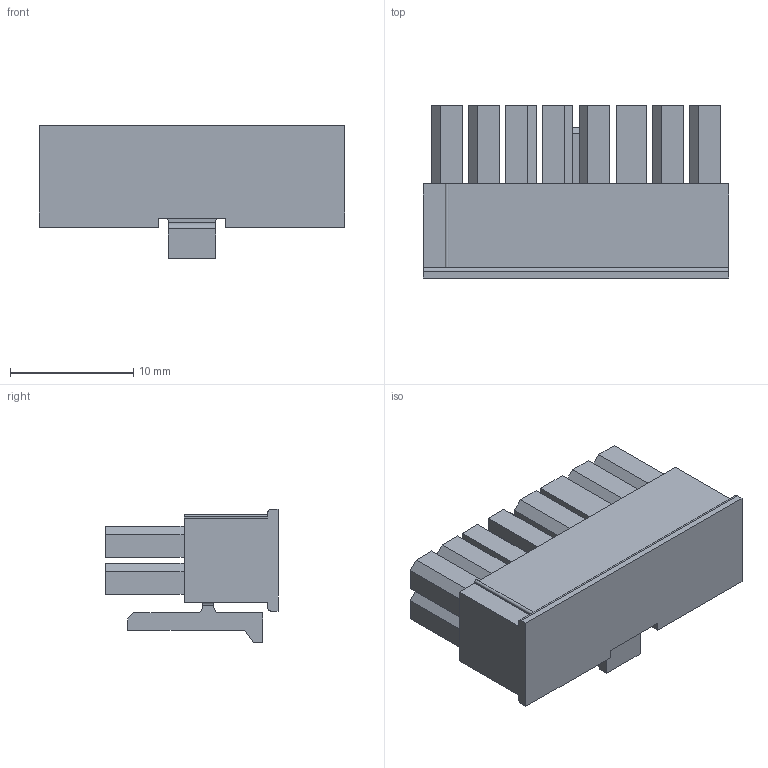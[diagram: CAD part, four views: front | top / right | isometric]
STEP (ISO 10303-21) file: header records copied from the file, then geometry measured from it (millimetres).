
FILE_DESCRIPTION(('STEP AP214'),'1');
FILE_NAME(' ',' ',('TraceParts'),('TraceParts S.A.'),'XStep 1.0',' ',' ');
FILE_SCHEMA(('automotive_design'));
Length unit declared in the file: millimetre
Products named in the file (1): 430251600
Bounding box: 24.85 x 14 x 10.85 mm (x, y, z)
Volume: 1632.6 mm3; surface area: 2761.2 mm2
Topology: 1 solids, 1 shells, 372 faces, 1011 edges, 674 vertices
Faces by surface type: plane 364, cylinder 8
Entity records: 11506 total; most frequent: CARTESIAN_POINT 2058, ORIENTED_EDGE 2022, DIRECTION 1773, EDGE_CURVE 1011, LINE 995, VECTOR 995, VERTEX_POINT 674, EDGE_LOOP 405
